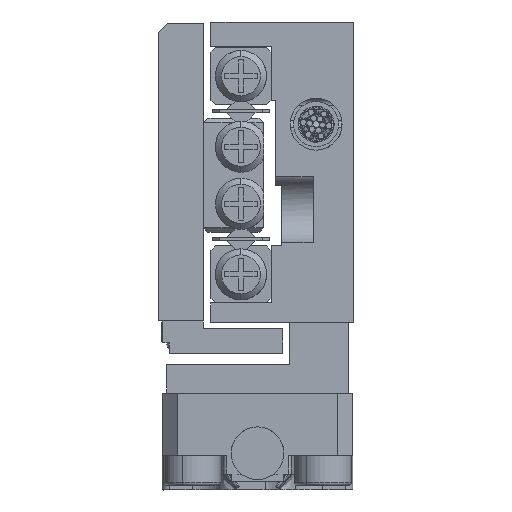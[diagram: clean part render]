
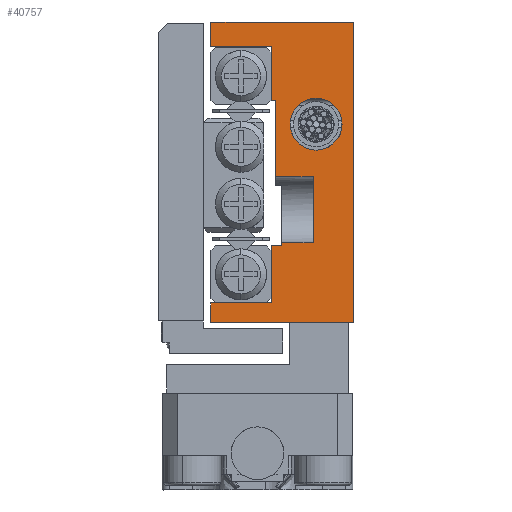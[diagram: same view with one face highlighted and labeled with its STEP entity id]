
A CAD part, left-side view. The second image highlights one B-rep face of the part: STEP entity #40757.
In plain terms, the highlighted planar face has unit normal (-1, 0, 0).
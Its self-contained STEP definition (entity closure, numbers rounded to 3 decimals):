
#82 = EDGE_CURVE ( 'NONE', #65812, #1123, #63114, .T. ) ;
#738 = VECTOR ( 'NONE', #5140, 1000. ) ;
#1123 = VERTEX_POINT ( 'NONE', #58553 ) ;
#1385 = CARTESIAN_POINT ( 'NONE',  ( -10., 5.2, 4.8 ) ) ;
#2219 = LINE ( 'NONE', #23171, #66209 ) ;
#2787 = DIRECTION ( 'NONE',  ( 0., 1., 0. ) ) ;
#3148 = FACE_OUTER_BOUND ( 'NONE', #78834, .T. ) ;
#3589 = CIRCLE ( 'NONE', #77018, 1.727 ) ;
#3708 = CARTESIAN_POINT ( 'NONE',  ( -10., 5.2, 4.8 ) ) ;
#4463 = ORIENTED_EDGE ( 'NONE', *, *, #63796, .F. ) ;
#4907 = EDGE_CURVE ( 'NONE', #50539, #26097, #4978, .T. ) ;
#4978 = LINE ( 'NONE', #24362, #18427 ) ;
#5140 = DIRECTION ( 'NONE',  ( 0., 0., 1. ) ) ;
#6880 = LINE ( 'NONE', #19398, #72564 ) ;
#7263 = CARTESIAN_POINT ( 'NONE',  ( -10., 5.5, -4.9 ) ) ;
#9275 = VERTEX_POINT ( 'NONE', #27256 ) ;
#10012 = VERTEX_POINT ( 'NONE', #64159 ) ;
#10039 = CARTESIAN_POINT ( 'NONE',  ( -10., 0., -10. ) ) ;
#11272 = EDGE_CURVE ( 'NONE', #43372, #14207, #39266, .T. ) ;
#11452 = VECTOR ( 'NONE', #12333, 1000. ) ;
#12333 = DIRECTION ( 'NONE',  ( 0., -1., 0. ) ) ;
#14089 = FACE_BOUND ( 'NONE', #57404, .T. ) ;
#14207 = VERTEX_POINT ( 'NONE', #3708 ) ;
#14383 = CARTESIAN_POINT ( 'NONE',  ( -10., 2.5, 1.473 ) ) ;
#15408 = DIRECTION ( 'NONE',  ( 0., 0., -1. ) ) ;
#16054 = DIRECTION ( 'NONE',  ( 0., 0., -1. ) ) ;
#16122 = VECTOR ( 'NONE', #68048, 1000. ) ;
#17024 = EDGE_CURVE ( 'NONE', #52539, #35032, #79777, .T. ) ;
#17333 = VERTEX_POINT ( 'NONE', #14383 ) ;
#18427 = VECTOR ( 'NONE', #60220, 1000. ) ;
#18968 = LINE ( 'NONE', #7263, #63515 ) ;
#19011 = VECTOR ( 'NONE', #2787, 1000. ) ;
#19155 = VECTOR ( 'NONE', #37325, 1000. ) ;
#19398 = CARTESIAN_POINT ( 'NONE',  ( -10., -2.141, -4.7 ) ) ;
#19488 = CIRCLE ( 'NONE', #28513, 1.727 ) ;
#20268 = LINE ( 'NONE', #44835, #78338 ) ;
#20658 = DIRECTION ( 'NONE',  ( 0., 0., 1. ) ) ;
#22602 = LINE ( 'NONE', #45585, #33360 ) ;
#22616 = ORIENTED_EDGE ( 'NONE', *, *, #23876, .F. ) ;
#23171 = CARTESIAN_POINT ( 'NONE',  ( -10., 5.5, 4.8 ) ) ;
#23219 = ORIENTED_EDGE ( 'NONE', *, *, #79430, .F. ) ;
#23876 = EDGE_CURVE ( 'NONE', #17333, #34915, #3589, .T. ) ;
#24308 = EDGE_CURVE ( 'NONE', #9275, #33640, #20268, .T. ) ;
#24362 = CARTESIAN_POINT ( 'NONE',  ( -10., 9.5, -10. ) ) ;
#24415 = EDGE_CURVE ( 'NONE', #45800, #28743, #26320, .T. ) ;
#25203 = EDGE_CURVE ( 'NONE', #26097, #45800, #64702, .T. ) ;
#25471 = ORIENTED_EDGE ( 'NONE', *, *, #24308, .T. ) ;
#26097 = VERTEX_POINT ( 'NONE', #72648 ) ;
#26320 = LINE ( 'NONE', #51281, #30480 ) ;
#27181 = ORIENTED_EDGE ( 'NONE', *, *, #25203, .T. ) ;
#27256 = CARTESIAN_POINT ( 'NONE',  ( -10., 2.692, -0.3 ) ) ;
#28254 = EDGE_CURVE ( 'NONE', #68936, #1123, #53160, .T. ) ;
#28513 = AXIS2_PLACEMENT_3D ( 'NONE', #51795, #34483, #40104 ) ;
#28743 = VERTEX_POINT ( 'NONE', #29695 ) ;
#29214 = VECTOR ( 'NONE', #71557, 1000. ) ;
#29695 = CARTESIAN_POINT ( 'NONE',  ( -10., 0., 10. ) ) ;
#29752 = CARTESIAN_POINT ( 'NONE',  ( -10., 5.5, -10. ) ) ;
#30208 = EDGE_CURVE ( 'NONE', #38383, #65812, #22602, .T. ) ;
#30480 = VECTOR ( 'NONE', #20658, 1000. ) ;
#33226 = ORIENTED_EDGE ( 'NONE', *, *, #30208, .T. ) ;
#33340 = EDGE_CURVE ( 'NONE', #34915, #17333, #19488, .T. ) ;
#33360 = VECTOR ( 'NONE', #58496, 1000. ) ;
#33640 = VERTEX_POINT ( 'NONE', #39308 ) ;
#34086 = DIRECTION ( 'NONE',  ( 0., 1., 0. ) ) ;
#34277 = AXIS2_PLACEMENT_3D ( 'NONE', #29752, #70925, #16054 ) ;
#34483 = DIRECTION ( 'NONE',  ( -1., 0., 0. ) ) ;
#34603 = VECTOR ( 'NONE', #42974, 1000. ) ;
#34915 = VERTEX_POINT ( 'NONE', #62543 ) ;
#35032 = VERTEX_POINT ( 'NONE', #43989 ) ;
#35799 = LINE ( 'NONE', #60381, #738 ) ;
#36003 = ORIENTED_EDGE ( 'NONE', *, *, #4907, .T. ) ;
#36529 = CARTESIAN_POINT ( 'NONE',  ( -10., 5.5, 10. ) ) ;
#37325 = DIRECTION ( 'NONE',  ( 0., -1., 0. ) ) ;
#38383 = VERTEX_POINT ( 'NONE', #57412 ) ;
#39266 = LINE ( 'NONE', #1385, #71539 ) ;
#39308 = CARTESIAN_POINT ( 'NONE',  ( -10., 2.692, -4.7 ) ) ;
#39749 = ORIENTED_EDGE ( 'NONE', *, *, #64639, .F. ) ;
#40095 = CARTESIAN_POINT ( 'NONE',  ( -10., 5.5, -10. ) ) ;
#40104 = DIRECTION ( 'NONE',  ( 0., 0., 1. ) ) ;
#40757 = ADVANCED_FACE ( 'NONE', ( #3148, #14089 ), #52335, .F. ) ;
#40941 = EDGE_CURVE ( 'NONE', #10012, #75869, #35799, .T. ) ;
#41762 = LINE ( 'NONE', #36529, #11452 ) ;
#42494 = ORIENTED_EDGE ( 'NONE', *, *, #11272, .F. ) ;
#42625 = ORIENTED_EDGE ( 'NONE', *, *, #82, .T. ) ;
#42974 = DIRECTION ( 'NONE',  ( 0., 1., 0. ) ) ;
#43372 = VERTEX_POINT ( 'NONE', #66042 ) ;
#43387 = CARTESIAN_POINT ( 'NONE',  ( -10., 4.8, -4.7 ) ) ;
#43537 = DIRECTION ( 'NONE',  ( 0., -1., 0. ) ) ;
#43989 = CARTESIAN_POINT ( 'NONE',  ( -10., 4.8, -4.9 ) ) ;
#44835 = CARTESIAN_POINT ( 'NONE',  ( -10., 2.692, -10. ) ) ;
#45585 = CARTESIAN_POINT ( 'NONE',  ( -10., 9.5, 10. ) ) ;
#45800 = VERTEX_POINT ( 'NONE', #10039 ) ;
#47111 = CARTESIAN_POINT ( 'NONE',  ( -10., 5.5, -10. ) ) ;
#47233 = ORIENTED_EDGE ( 'NONE', *, *, #65537, .T. ) ;
#47295 = DIRECTION ( 'NONE',  ( 0., 0., 1. ) ) ;
#49257 = ORIENTED_EDGE ( 'NONE', *, *, #50396, .T. ) ;
#50297 = DIRECTION ( 'NONE',  ( 0., 0., 1. ) ) ;
#50396 = EDGE_CURVE ( 'NONE', #10012, #50539, #56294, .T. ) ;
#50539 = VERTEX_POINT ( 'NONE', #64323 ) ;
#50566 = DIRECTION ( 'NONE',  ( 0., 0., 1. ) ) ;
#51281 = CARTESIAN_POINT ( 'NONE',  ( -10., 0., -10. ) ) ;
#51795 = CARTESIAN_POINT ( 'NONE',  ( -10., 2.5, 3.2 ) ) ;
#52335 = PLANE ( 'NONE',  #34277 ) ;
#52539 = VERTEX_POINT ( 'NONE', #43387 ) ;
#53160 = LINE ( 'NONE', #47111, #71860 ) ;
#53336 = DIRECTION ( 'NONE',  ( -1., 0., 0. ) ) ;
#53742 = CARTESIAN_POINT ( 'NONE',  ( -10., 2.5, 3.2 ) ) ;
#55280 = DIRECTION ( 'NONE',  ( 0., 1., 0. ) ) ;
#56294 = LINE ( 'NONE', #74850, #34603 ) ;
#57404 = EDGE_LOOP ( 'NONE', ( #66844, #22616 ) ) ;
#57412 = CARTESIAN_POINT ( 'NONE',  ( -10., 9.5, 10. ) ) ;
#58043 = CARTESIAN_POINT ( 'NONE',  ( -10., -2.141, -0.3 ) ) ;
#58496 = DIRECTION ( 'NONE',  ( 0., 0., -1. ) ) ;
#58553 = CARTESIAN_POINT ( 'NONE',  ( -10., 5.5, 8.4 ) ) ;
#60220 = DIRECTION ( 'NONE',  ( 0., 0., -1. ) ) ;
#60381 = CARTESIAN_POINT ( 'NONE',  ( -10., 5.5, -10. ) ) ;
#62543 = CARTESIAN_POINT ( 'NONE',  ( -10., 2.5, 4.927 ) ) ;
#63114 = LINE ( 'NONE', #74823, #19155 ) ;
#63515 = VECTOR ( 'NONE', #43537, 1000. ) ;
#63796 = EDGE_CURVE ( 'NONE', #14207, #68936, #2219, .T. ) ;
#64159 = CARTESIAN_POINT ( 'NONE',  ( -10., 5.5, -8.7 ) ) ;
#64323 = CARTESIAN_POINT ( 'NONE',  ( -10., 9.5, -8.7 ) ) ;
#64639 = EDGE_CURVE ( 'NONE', #75869, #35032, #18968, .T. ) ;
#64702 = LINE ( 'NONE', #40095, #29214 ) ;
#65537 = EDGE_CURVE ( 'NONE', #33640, #52539, #6880, .T. ) ;
#65812 = VERTEX_POINT ( 'NONE', #70182 ) ;
#66042 = CARTESIAN_POINT ( 'NONE',  ( -10., 5.2, -0.3 ) ) ;
#66209 = VECTOR ( 'NONE', #34086, 1000. ) ;
#66844 = ORIENTED_EDGE ( 'NONE', *, *, #33340, .F. ) ;
#67202 = CARTESIAN_POINT ( 'NONE',  ( -10., 5.5, 4.8 ) ) ;
#67655 = ORIENTED_EDGE ( 'NONE', *, *, #17024, .T. ) ;
#68048 = DIRECTION ( 'NONE',  ( 0., 0., -1. ) ) ;
#68936 = VERTEX_POINT ( 'NONE', #67202 ) ;
#69768 = LINE ( 'NONE', #58043, #19011 ) ;
#70182 = CARTESIAN_POINT ( 'NONE',  ( -10., 9.5, 8.4 ) ) ;
#70925 = DIRECTION ( 'NONE',  ( 1., 0., 0. ) ) ;
#71027 = ORIENTED_EDGE ( 'NONE', *, *, #28254, .F. ) ;
#71539 = VECTOR ( 'NONE', #50566, 1000. ) ;
#71557 = DIRECTION ( 'NONE',  ( 0., -1., 0. ) ) ;
#71860 = VECTOR ( 'NONE', #50297, 1000. ) ;
#72412 = CARTESIAN_POINT ( 'NONE',  ( -10., 5.5, -4.9 ) ) ;
#72564 = VECTOR ( 'NONE', #55280, 1000. ) ;
#72648 = CARTESIAN_POINT ( 'NONE',  ( -10., 9.5, -10. ) ) ;
#74088 = CARTESIAN_POINT ( 'NONE',  ( -10., 4.8, -10. ) ) ;
#74823 = CARTESIAN_POINT ( 'NONE',  ( -10., 5.5, 8.4 ) ) ;
#74850 = CARTESIAN_POINT ( 'NONE',  ( -10., 5.5, -8.7 ) ) ;
#75498 = ORIENTED_EDGE ( 'NONE', *, *, #75755, .F. ) ;
#75755 = EDGE_CURVE ( 'NONE', #9275, #43372, #69768, .T. ) ;
#75869 = VERTEX_POINT ( 'NONE', #72412 ) ;
#77018 = AXIS2_PLACEMENT_3D ( 'NONE', #53742, #53336, #47295 ) ;
#77768 = ORIENTED_EDGE ( 'NONE', *, *, #24415, .T. ) ;
#78338 = VECTOR ( 'NONE', #15408, 1000. ) ;
#78438 = ORIENTED_EDGE ( 'NONE', *, *, #40941, .F. ) ;
#78834 = EDGE_LOOP ( 'NONE', ( #25471, #47233, #67655, #39749, #78438, #49257, #36003, #27181, #77768, #23219, #33226, #42625, #71027, #4463, #42494, #75498 ) ) ;
#79430 = EDGE_CURVE ( 'NONE', #38383, #28743, #41762, .T. ) ;
#79777 = LINE ( 'NONE', #74088, #16122 ) ;
